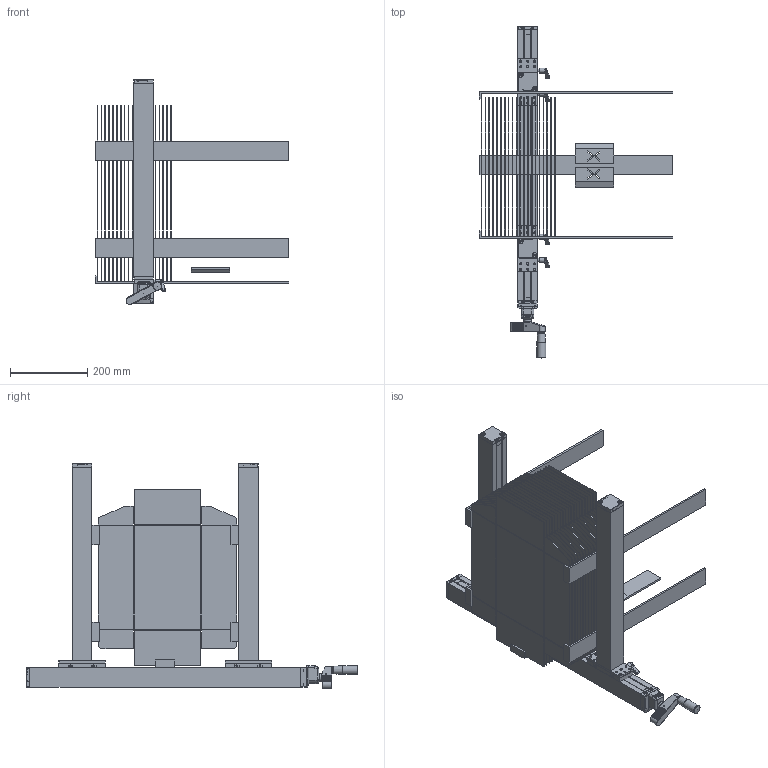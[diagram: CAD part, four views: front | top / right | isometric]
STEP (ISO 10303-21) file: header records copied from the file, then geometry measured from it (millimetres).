
FILE_DESCRIPTION(/* description */ ('Unknown'),/* implementation_level */ '2;1');
FILE_NAME(/* name */ 'A-0000217-Zuschnittmagazin-Symmetrisch-50-dy',/* time_stamp */ '2020-05-25T10:34:45+02:00',/* author */ ('Unknown'),/* organization */ ('Unknown'),/* preprocessor_version */ 'ST-DEVELOPER v16.7',/* originating_system */ 'Solid Edge',/* authorisation */ 'Unknown');
FILE_SCHEMA (('AUTOMOTIVE_DESIGN {1 0 10303 214 3 1 1}'));
Products named in the file (11): A-0000217-Zuschnittmagazin-Symmetrisch-50-dy; Profil-50-Magazin; A-0000114-Schlitten50-120lg-Klem-Alu-dy; A-0000127-Digi-Adapterplatte-50-dy; A-0000125-Flanschlager50-Stirnseite-dy; T-0000273-Adapterplatte; Profil-50-Magazin-2; A-0000098-Deckel50-geschraubt-dy; Magazin-Schachtprofil; Schachtel-Zuschnitt; ref-180G
Assembly tree (38 placements, depth 2):
  A-0000217-Zuschnittmagazin-Symmetrisch-50-dy
    Profil-50-Magazin
    A-0000114-Schlitten50-120lg-Klem-Alu-dy  x2
    A-0000127-Digi-Adapterplatte-50-dy
    A-0000125-Flanschlager50-Stirnseite-dy
    T-0000273-Adapterplatte  x2
    Profil-50-Magazin-2  x2
    A-0000098-Deckel50-geschraubt-dy  x3
    Magazin-Schachtprofil  x5
    Schachtel-Zuschnitt  x20
    ref-180G
Bounding box: 500 x 858.61 x 582.06 mm (x, y, z)
Volume: 8271136.1 mm3; surface area: 7091524.4 mm2
Topology: 43 solids, 43 shells, 5433 faces, 13786 edges, 8624 vertices
Faces by surface type: plane 4067, cylinder 824, bspline 237, cone 233, torus 60, sphere 12
Full cylindrical faces by diameter (mm): 1.7 x2, 3 x3, 3.2 x8, 4 x1, 4.134 x4, 4.5 x4, 4.917 x76, 5 x44, 5.3 x2, 5.5 x12, 5.8 x8, 6 x11, 6.2 x3, 6.4 x30, 8 x4, 8.3 x4, 10 x8, 11 x4, 12 x12, 13 x4, 13.024 x1, 14 x1, 16 x4, 17 x6, 17.3 x2, 18 x3, 20 x3, 22 x1, 23 x1, 27 x1
Entity records: 91759 total; most frequent: CARTESIAN_POINT 23854, ORIENTED_EDGE 10970, DIRECTION 10222, EDGE_CURVE 5485, LINE 3956, VECTOR 3956, VERTEX_POINT 3718, AXIS2_PLACEMENT_3D 3133
